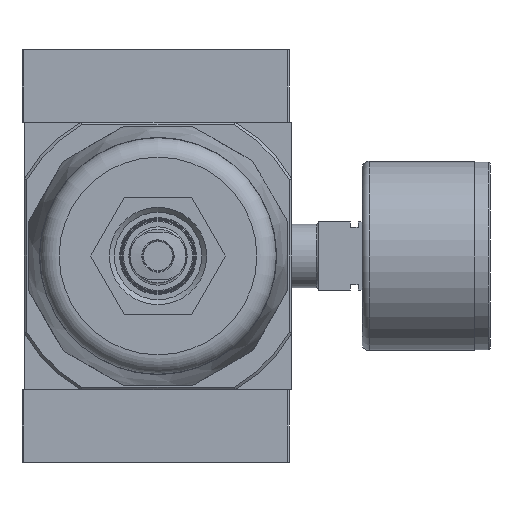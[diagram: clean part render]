
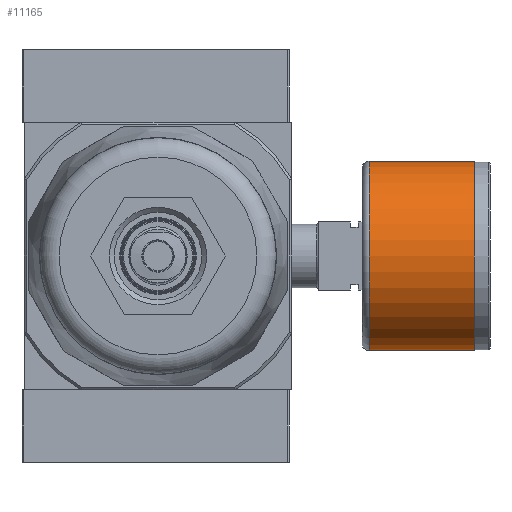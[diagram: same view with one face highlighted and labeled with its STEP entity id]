
A CAD part, front view. The second image highlights one B-rep face of the part: STEP entity #11165.
In plain terms, the highlighted cylindrical face has radius 19.5 mm (diameter 39 mm), a full revolution.
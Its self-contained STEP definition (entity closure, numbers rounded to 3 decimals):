
#1788=CIRCLE('',#12026,19.5);
#1789=CIRCLE('',#12028,19.5);
#3611=ORIENTED_EDGE('',*,*,#5236,.F.);
#3612=ORIENTED_EDGE('',*,*,#5237,.T.);
#5236=EDGE_CURVE('',#6192,#6192,#1788,.T.);
#5237=EDGE_CURVE('',#6193,#6193,#1789,.T.);
#6192=VERTEX_POINT('',#17638);
#6193=VERTEX_POINT('',#17641);
#7125=EDGE_LOOP('',(#3611));
#7126=EDGE_LOOP('',(#3612));
#7859=FACE_BOUND('',#7125,.T.);
#7860=FACE_BOUND('',#7126,.T.);
#8256=CYLINDRICAL_SURFACE('',#12027,19.5);
#11165=ADVANCED_FACE('',(#7859,#7860),#8256,.T.);
#12026=AXIS2_PLACEMENT_3D('',#17637,#13985,#13986);
#12027=AXIS2_PLACEMENT_3D('',#17639,#13987,#13988);
#12028=AXIS2_PLACEMENT_3D('',#17640,#13989,#13990);
#13985=DIRECTION('',(1.,0.,0.));
#13986=DIRECTION('',(0.,0.,-1.));
#13987=DIRECTION('',(1.,0.,0.));
#13988=DIRECTION('',(0.,0.,-1.));
#13989=DIRECTION('',(1.,0.,0.));
#13990=DIRECTION('',(0.,0.,-1.));
#17637=CARTESIAN_POINT('',(-3.2,0.,0.));
#17638=CARTESIAN_POINT('',(-3.2,0.,-19.5));
#17639=CARTESIAN_POINT('',(0.,0.,0.));
#17640=CARTESIAN_POINT('',(-24.85,0.,0.));
#17641=CARTESIAN_POINT('',(-24.85,0.,-19.5));
